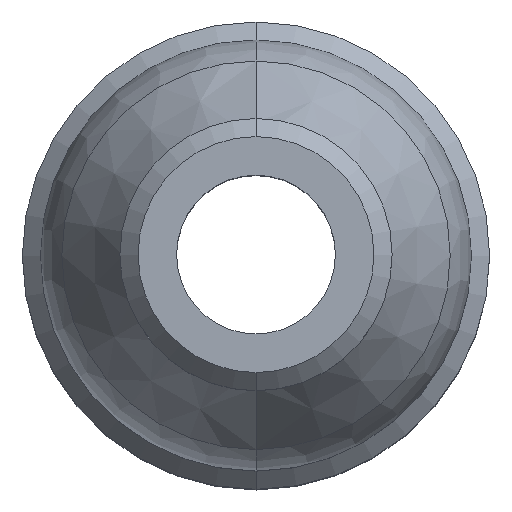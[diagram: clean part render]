
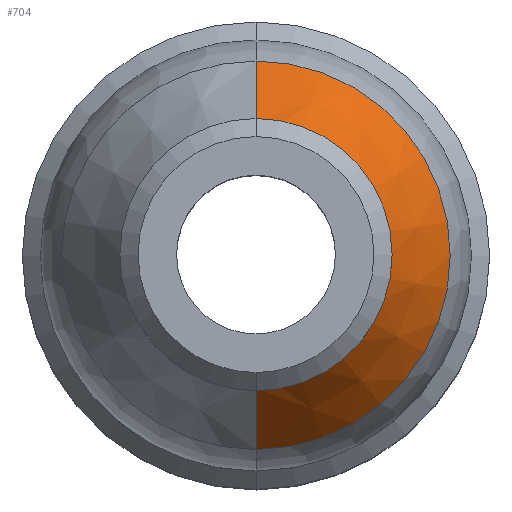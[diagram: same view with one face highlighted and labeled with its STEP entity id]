
A CAD part, top view. The second image highlights one B-rep face of the part: STEP entity #704.
In plain terms, the highlighted conical face has half-angle 30 degrees and reference radius 9.5 mm.
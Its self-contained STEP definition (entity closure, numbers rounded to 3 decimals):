
#7 = ORIENTED_EDGE ( 'NONE', *, *, #317, .T. ) ;
#34 = CARTESIAN_POINT ( 'NONE',  ( 0., 8.562, 26.624 ) ) ;
#51 = EDGE_CURVE ( 'NONE', #960, #111, #196, .T. ) ;
#79 = AXIS2_PLACEMENT_3D ( 'NONE', #475, #653, #212 ) ;
#111 = VERTEX_POINT ( 'NONE', #34 ) ;
#196 = CIRCLE ( 'NONE', #810, 8.562 ) ;
#197 = DIRECTION ( 'NONE',  ( 0., 0.5, -0.866 ) ) ;
#212 = DIRECTION ( 'NONE',  ( 0., 1., 0. ) ) ;
#220 = CARTESIAN_POINT ( 'NONE',  ( 0., 0., 26.624 ) ) ;
#292 = CARTESIAN_POINT ( 'NONE',  ( 0., -5.87, 31.288 ) ) ;
#311 = ORIENTED_EDGE ( 'NONE', *, *, #51, .T. ) ;
#317 = EDGE_CURVE ( 'NONE', #664, #960, #355, .T. ) ;
#355 = LINE ( 'NONE', #877, #943 ) ;
#406 = FACE_OUTER_BOUND ( 'NONE', #778, .T. ) ;
#411 = CARTESIAN_POINT ( 'NONE',  ( 0., -8.562, 26.624 ) ) ;
#412 = VECTOR ( 'NONE', #197, 1000. ) ;
#433 = CONICAL_SURFACE ( 'NONE', #79, 9.5, 0.524 ) ;
#436 = ORIENTED_EDGE ( 'NONE', *, *, #929, .T. ) ;
#475 = CARTESIAN_POINT ( 'NONE',  ( 0., 0., 25. ) ) ;
#485 = DIRECTION ( 'NONE',  ( 0., -1., 0. ) ) ;
#496 = LINE ( 'NONE', #531, #412 ) ;
#506 = EDGE_CURVE ( 'NONE', #1006, #111, #496, .T. ) ;
#531 = CARTESIAN_POINT ( 'NONE',  ( 0., 9.5, 25. ) ) ;
#653 = DIRECTION ( 'NONE',  ( 0., 0., -1. ) ) ;
#664 = VERTEX_POINT ( 'NONE', #292 ) ;
#701 = CARTESIAN_POINT ( 'NONE',  ( 0., 5.87, 31.288 ) ) ;
#704 = ADVANCED_FACE ( 'NONE', ( #406 ), #433, .T. ) ;
#777 = CIRCLE ( 'NONE', #912, 5.87 ) ;
#778 = EDGE_LOOP ( 'NONE', ( #436, #7, #311, #905 ) ) ;
#810 = AXIS2_PLACEMENT_3D ( 'NONE', #220, #926, #485 ) ;
#859 = DIRECTION ( 'NONE',  ( 0., 0., -1. ) ) ;
#864 = DIRECTION ( 'NONE',  ( 0., 1., 0. ) ) ;
#877 = CARTESIAN_POINT ( 'NONE',  ( 0., -9.5, 25. ) ) ;
#905 = ORIENTED_EDGE ( 'NONE', *, *, #506, .F. ) ;
#912 = AXIS2_PLACEMENT_3D ( 'NONE', #944, #859, #864 ) ;
#926 = DIRECTION ( 'NONE',  ( 0., 0., 1. ) ) ;
#929 = EDGE_CURVE ( 'NONE', #1006, #664, #777, .T. ) ;
#943 = VECTOR ( 'NONE', #1144, 1000. ) ;
#944 = CARTESIAN_POINT ( 'NONE',  ( 0., 0., 31.288 ) ) ;
#960 = VERTEX_POINT ( 'NONE', #411 ) ;
#1006 = VERTEX_POINT ( 'NONE', #701 ) ;
#1144 = DIRECTION ( 'NONE',  ( 0., -0.5, -0.866 ) ) ;
